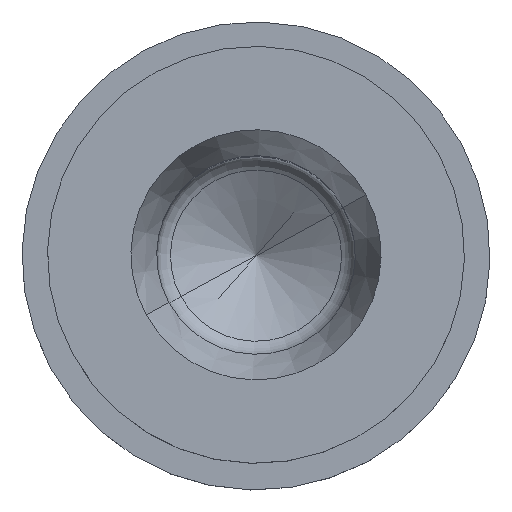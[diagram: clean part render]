
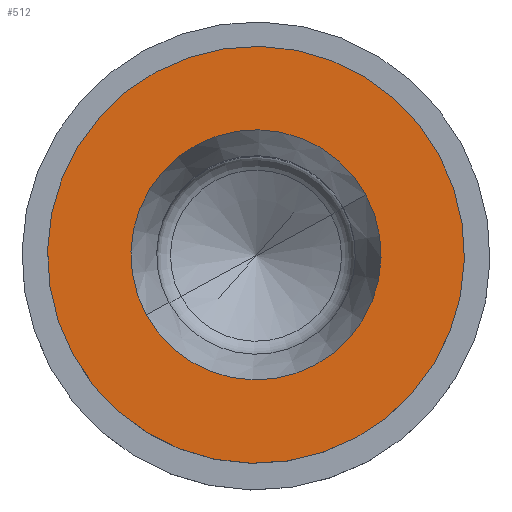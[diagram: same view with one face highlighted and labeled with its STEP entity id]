
A CAD part, top view. The second image highlights one B-rep face of the part: STEP entity #512.
In plain terms, the highlighted planar face has unit normal (0, 0, 1).
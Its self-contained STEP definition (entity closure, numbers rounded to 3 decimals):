
#206=AXIS2_PLACEMENT_3D('Circle Axis2P3D',#204,#205,$) ;
#230=AXIS2_PLACEMENT_3D('Circle Axis2P3D',#228,#229,$) ;
#247=AXIS2_PLACEMENT_3D('Circle Axis2P3D',#245,#246,$) ;
#282=AXIS2_PLACEMENT_3D('Circle Axis2P3D',#280,#281,$) ;
#502=AXIS2_PLACEMENT_3D('Plane Axis2P3D',#499,#500,#501) ;
#201=CARTESIAN_POINT('Vertex',(4.38,6.136,40.1)) ;
#204=CARTESIAN_POINT('Axis2P3D Location',(8.25,8.25,40.1)) ;
#208=CARTESIAN_POINT('Vertex',(12.12,10.364,40.1)) ;
#228=CARTESIAN_POINT('Axis2P3D Location',(8.25,8.25,40.1)) ;
#245=CARTESIAN_POINT('Axis2P3D Location',(8.25,8.25,40.1)) ;
#249=CARTESIAN_POINT('Vertex',(1.8,4.726,40.1)) ;
#251=CARTESIAN_POINT('Vertex',(14.7,11.774,40.1)) ;
#280=CARTESIAN_POINT('Axis2P3D Location',(8.25,8.25,40.1)) ;
#499=CARTESIAN_POINT('Axis2P3D Location',(3.84,8.25,40.1)) ;
#205=DIRECTION('Axis2P3D Direction',(0.,0.,1.)) ;
#229=DIRECTION('Axis2P3D Direction',(0.,0.,1.)) ;
#246=DIRECTION('Axis2P3D Direction',(0.,0.,1.)) ;
#281=DIRECTION('Axis2P3D Direction',(0.,0.,1.)) ;
#500=DIRECTION('Axis2P3D Direction',(0.,0.,1.)) ;
#501=DIRECTION('Axis2P3D XDirection',(1.,0.,0.)) ;
#505=ORIENTED_EDGE('',*,*,#284,.T.) ;
#506=ORIENTED_EDGE('',*,*,#253,.T.) ;
#509=ORIENTED_EDGE('',*,*,#210,.F.) ;
#510=ORIENTED_EDGE('',*,*,#232,.F.) ;
#511=FACE_BOUND('',#508,.T.) ;
#512=ADVANCED_FACE('KOBU_25MM_200A',(#507,#511),#503,.T.) ;
#207=CIRCLE('generated circle',#206,4.41) ;
#231=CIRCLE('generated circle',#230,4.41) ;
#248=CIRCLE('generated circle',#247,7.35) ;
#283=CIRCLE('generated circle',#282,7.35) ;
#210=EDGE_CURVE('',#202,#209,#207,.T.) ;
#232=EDGE_CURVE('',#209,#202,#231,.T.) ;
#253=EDGE_CURVE('',#250,#252,#248,.T.) ;
#284=EDGE_CURVE('',#252,#250,#283,.T.) ;
#504=EDGE_LOOP('',(#505,#506)) ;
#508=EDGE_LOOP('',(#509,#510)) ;
#507=FACE_OUTER_BOUND('',#504,.T.) ;
#503=PLANE('',#502) ;
#202=VERTEX_POINT('',#201) ;
#209=VERTEX_POINT('',#208) ;
#250=VERTEX_POINT('',#249) ;
#252=VERTEX_POINT('',#251) ;
